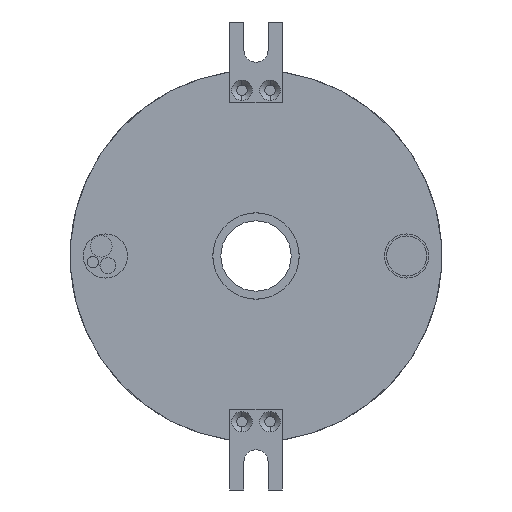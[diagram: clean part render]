
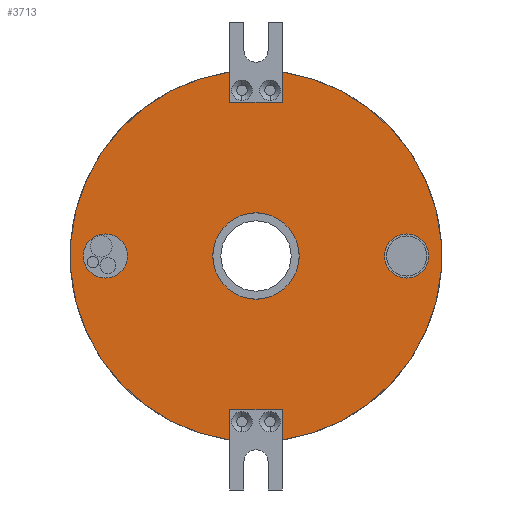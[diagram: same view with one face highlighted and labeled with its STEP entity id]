
A CAD part, front view. The second image highlights one B-rep face of the part: STEP entity #3713.
In plain terms, the highlighted planar face has unit normal (0, -1, 0).
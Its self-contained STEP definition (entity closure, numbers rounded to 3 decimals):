
#64 = CIRCLE ( 'NONE', #609, 11. ) ;
#199 = ORIENTED_EDGE ( 'NONE', *, *, #3657, .F. ) ;
#211 = AXIS2_PLACEMENT_3D ( 'NONE', #3443, #1072, #3846 ) ;
#298 = CARTESIAN_POINT ( 'NONE',  ( 75., -384.6, 11. ) ) ;
#322 = CARTESIAN_POINT ( 'NONE',  ( 13., -384.6, -91.582 ) ) ;
#347 = ORIENTED_EDGE ( 'NONE', *, *, #4535, .F. ) ;
#370 = CARTESIAN_POINT ( 'NONE',  ( 0., -384.6, 0. ) ) ;
#375 = DIRECTION ( 'NONE',  ( 0., 0., -1. ) ) ;
#481 = LINE ( 'NONE', #3227, #2450 ) ;
#565 = EDGE_LOOP ( 'NONE', ( #629, #4935 ) ) ;
#586 = FACE_BOUND ( 'NONE', #1391, .T. ) ;
#609 = AXIS2_PLACEMENT_3D ( 'NONE', #3759, #1378, #4172 ) ;
#621 = VERTEX_POINT ( 'NONE', #4352 ) ;
#629 = ORIENTED_EDGE ( 'NONE', *, *, #3507, .T. ) ;
#664 = CIRCLE ( 'NONE', #4684, 21.505 ) ;
#676 = DIRECTION ( 'NONE',  ( 0., 0., -1. ) ) ;
#860 = DIRECTION ( 'NONE',  ( 0., 0., -1. ) ) ;
#861 = ORIENTED_EDGE ( 'NONE', *, *, #2430, .F. ) ;
#864 = VERTEX_POINT ( 'NONE', #4457 ) ;
#911 = LINE ( 'NONE', #5042, #5015 ) ;
#1072 = DIRECTION ( 'NONE',  ( 0., 1., 0. ) ) ;
#1084 = ORIENTED_EDGE ( 'NONE', *, *, #2584, .T. ) ;
#1109 = CARTESIAN_POINT ( 'NONE',  ( 0., -384.6, 0. ) ) ;
#1122 = CARTESIAN_POINT ( 'NONE',  ( -13., -384.6, -76.5 ) ) ;
#1172 = CARTESIAN_POINT ( 'NONE',  ( 13., -384.6, 91.582 ) ) ;
#1234 = CARTESIAN_POINT ( 'NONE',  ( -75., -384.6, 0. ) ) ;
#1378 = DIRECTION ( 'NONE',  ( 0., -1., 0. ) ) ;
#1385 = FACE_BOUND ( 'NONE', #565, .T. ) ;
#1391 = EDGE_LOOP ( 'NONE', ( #861, #3263 ) ) ;
#1438 = VERTEX_POINT ( 'NONE', #1122 ) ;
#1492 = EDGE_CURVE ( 'NONE', #4246, #3674, #3684, .T. ) ;
#1499 = CIRCLE ( 'NONE', #2540, 92.5 ) ;
#1513 = DIRECTION ( 'NONE',  ( 0., 0., -1. ) ) ;
#1524 = VERTEX_POINT ( 'NONE', #4816 ) ;
#1552 = CARTESIAN_POINT ( 'NONE',  ( 0., -384.6, 21.505 ) ) ;
#1627 = DIRECTION ( 'NONE',  ( 0., 0., -1. ) ) ;
#1637 = VECTOR ( 'NONE', #4705, 1000. ) ;
#1649 = DIRECTION ( 'NONE',  ( 1., 0., 0. ) ) ;
#1783 = CIRCLE ( 'NONE', #3221, 21.505 ) ;
#1792 = ORIENTED_EDGE ( 'NONE', *, *, #2269, .T. ) ;
#1839 = CARTESIAN_POINT ( 'NONE',  ( 0., -384.6, 0. ) ) ;
#1846 = AXIS2_PLACEMENT_3D ( 'NONE', #3059, #3031, #676 ) ;
#1850 = EDGE_CURVE ( 'NONE', #3616, #4076, #4185, .T. ) ;
#1905 = CARTESIAN_POINT ( 'NONE',  ( 13., -384.6, 76.5 ) ) ;
#1913 = CARTESIAN_POINT ( 'NONE',  ( 0., -384.6, 76.5 ) ) ;
#2015 = VERTEX_POINT ( 'NONE', #1552 ) ;
#2026 = AXIS2_PLACEMENT_3D ( 'NONE', #1109, #3895, #1513 ) ;
#2031 = CARTESIAN_POINT ( 'NONE',  ( -13., -384.6, 76.5 ) ) ;
#2070 = ORIENTED_EDGE ( 'NONE', *, *, #3021, .T. ) ;
#2207 = EDGE_CURVE ( 'NONE', #621, #1524, #2797, .T. ) ;
#2225 = DIRECTION ( 'NONE',  ( 0., 0., -1. ) ) ;
#2269 = EDGE_CURVE ( 'NONE', #4642, #3368, #1499, .T. ) ;
#2308 = CARTESIAN_POINT ( 'NONE',  ( 0., -384.6, 0. ) ) ;
#2347 = DIRECTION ( 'NONE',  ( 0., 0., -1. ) ) ;
#2426 = DIRECTION ( 'NONE',  ( 0., 0., -1. ) ) ;
#2430 = EDGE_CURVE ( 'NONE', #4107, #2015, #664, .T. ) ;
#2450 = VECTOR ( 'NONE', #860, 1000. ) ;
#2531 = VERTEX_POINT ( 'NONE', #1905 ) ;
#2540 = AXIS2_PLACEMENT_3D ( 'NONE', #5146, #2726, #375 ) ;
#2584 = EDGE_CURVE ( 'NONE', #1524, #1438, #4830, .T. ) ;
#2649 = EDGE_CURVE ( 'NONE', #4375, #4642, #481, .T. ) ;
#2701 = DIRECTION ( 'NONE',  ( 0., 0., -1. ) ) ;
#2726 = DIRECTION ( 'NONE',  ( 0., -1., 0. ) ) ;
#2797 = CIRCLE ( 'NONE', #2026, 92.5 ) ;
#2829 = EDGE_CURVE ( 'NONE', #2531, #3368, #911, .T. ) ;
#2851 = EDGE_LOOP ( 'NONE', ( #4159, #347 ) ) ;
#2936 = VECTOR ( 'NONE', #1649, 1000. ) ;
#3006 = EDGE_CURVE ( 'NONE', #621, #864, #3196, .T. ) ;
#3021 = EDGE_CURVE ( 'NONE', #1438, #4375, #5076, .T. ) ;
#3031 = DIRECTION ( 'NONE',  ( 0., -1., 0. ) ) ;
#3058 = VECTOR ( 'NONE', #2426, 1000. ) ;
#3059 = CARTESIAN_POINT ( 'NONE',  ( 75., -384.6, 0. ) ) ;
#3082 = ORIENTED_EDGE ( 'NONE', *, *, #2207, .T. ) ;
#3122 = AXIS2_PLACEMENT_3D ( 'NONE', #370, #4742, #2347 ) ;
#3135 = DIRECTION ( 'NONE',  ( 0., 0., 1. ) ) ;
#3196 = LINE ( 'NONE', #2031, #3058 ) ;
#3221 = AXIS2_PLACEMENT_3D ( 'NONE', #2308, #5117, #2701 ) ;
#3227 = CARTESIAN_POINT ( 'NONE',  ( 13., -384.6, -76.5 ) ) ;
#3263 = ORIENTED_EDGE ( 'NONE', *, *, #5130, .F. ) ;
#3368 = VERTEX_POINT ( 'NONE', #1172 ) ;
#3429 = ORIENTED_EDGE ( 'NONE', *, *, #2829, .F. ) ;
#3443 = CARTESIAN_POINT ( 'NONE',  ( -75., -384.6, 0. ) ) ;
#3489 = FACE_OUTER_BOUND ( 'NONE', #4536, .T. ) ;
#3507 = EDGE_CURVE ( 'NONE', #3674, #4246, #4256, .T. ) ;
#3537 = CARTESIAN_POINT ( 'NONE',  ( -13., -384.6, -76.5 ) ) ;
#3616 = VERTEX_POINT ( 'NONE', #4668 ) ;
#3657 = EDGE_CURVE ( 'NONE', #864, #2531, #3747, .T. ) ;
#3674 = VERTEX_POINT ( 'NONE', #3928 ) ;
#3684 = CIRCLE ( 'NONE', #3922, 11. ) ;
#3713 = ADVANCED_FACE ( 'NONE', ( #586, #3489, #4817, #1385 ), #3948, .T. ) ;
#3747 = LINE ( 'NONE', #1913, #1637 ) ;
#3759 = CARTESIAN_POINT ( 'NONE',  ( 75., -384.6, 0. ) ) ;
#3846 = DIRECTION ( 'NONE',  ( 0., 0., -1. ) ) ;
#3886 = VECTOR ( 'NONE', #3135, 1000. ) ;
#3895 = DIRECTION ( 'NONE',  ( 0., -1., 0. ) ) ;
#3922 = AXIS2_PLACEMENT_3D ( 'NONE', #1234, #4022, #1627 ) ;
#3928 = CARTESIAN_POINT ( 'NONE',  ( -75., -384.6, -11. ) ) ;
#3948 = PLANE ( 'NONE',  #3122 ) ;
#4000 = ORIENTED_EDGE ( 'NONE', *, *, #2649, .T. ) ;
#4022 = DIRECTION ( 'NONE',  ( 0., 1., 0. ) ) ;
#4076 = VERTEX_POINT ( 'NONE', #298 ) ;
#4107 = VERTEX_POINT ( 'NONE', #5078 ) ;
#4159 = ORIENTED_EDGE ( 'NONE', *, *, #1850, .F. ) ;
#4172 = DIRECTION ( 'NONE',  ( 0., 0., -1. ) ) ;
#4185 = CIRCLE ( 'NONE', #1846, 11. ) ;
#4246 = VERTEX_POINT ( 'NONE', #5022 ) ;
#4256 = CIRCLE ( 'NONE', #211, 11. ) ;
#4352 = CARTESIAN_POINT ( 'NONE',  ( -13., -384.6, 91.582 ) ) ;
#4375 = VERTEX_POINT ( 'NONE', #4394 ) ;
#4394 = CARTESIAN_POINT ( 'NONE',  ( 13., -384.6, -76.5 ) ) ;
#4457 = CARTESIAN_POINT ( 'NONE',  ( -13., -384.6, 76.5 ) ) ;
#4535 = EDGE_CURVE ( 'NONE', #4076, #3616, #64, .T. ) ;
#4536 = EDGE_LOOP ( 'NONE', ( #1084, #2070, #4000, #1792, #3429, #199, #4920, #3082 ) ) ;
#4623 = DIRECTION ( 'NONE',  ( 0., -1., 0. ) ) ;
#4638 = DIRECTION ( 'NONE',  ( 0., 0., 1. ) ) ;
#4642 = VERTEX_POINT ( 'NONE', #322 ) ;
#4668 = CARTESIAN_POINT ( 'NONE',  ( 75., -384.6, -11. ) ) ;
#4684 = AXIS2_PLACEMENT_3D ( 'NONE', #1839, #4623, #2225 ) ;
#4705 = DIRECTION ( 'NONE',  ( 1., 0., 0. ) ) ;
#4742 = DIRECTION ( 'NONE',  ( 0., -1., 0. ) ) ;
#4816 = CARTESIAN_POINT ( 'NONE',  ( -13., -384.6, -91.582 ) ) ;
#4817 = FACE_BOUND ( 'NONE', #2851, .T. ) ;
#4818 = CARTESIAN_POINT ( 'NONE',  ( 0., -384.6, -76.5 ) ) ;
#4830 = LINE ( 'NONE', #3537, #3886 ) ;
#4920 = ORIENTED_EDGE ( 'NONE', *, *, #3006, .F. ) ;
#4935 = ORIENTED_EDGE ( 'NONE', *, *, #1492, .T. ) ;
#5015 = VECTOR ( 'NONE', #4638, 1000. ) ;
#5022 = CARTESIAN_POINT ( 'NONE',  ( -75., -384.6, 11. ) ) ;
#5042 = CARTESIAN_POINT ( 'NONE',  ( 13., -384.6, 76.5 ) ) ;
#5076 = LINE ( 'NONE', #4818, #2936 ) ;
#5078 = CARTESIAN_POINT ( 'NONE',  ( 0., -384.6, -21.505 ) ) ;
#5117 = DIRECTION ( 'NONE',  ( 0., -1., 0. ) ) ;
#5130 = EDGE_CURVE ( 'NONE', #2015, #4107, #1783, .T. ) ;
#5146 = CARTESIAN_POINT ( 'NONE',  ( 0., -384.6, 0. ) ) ;
